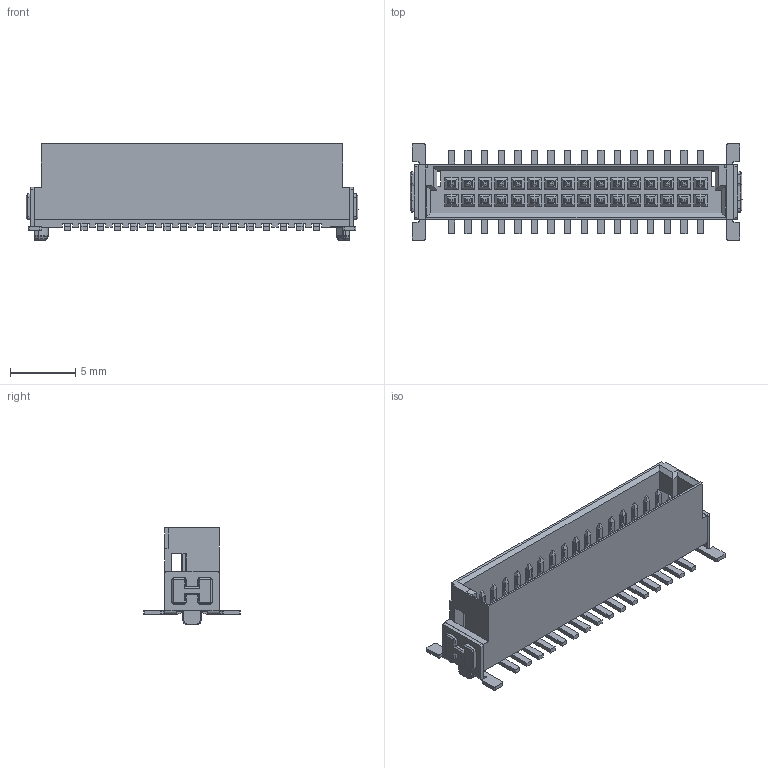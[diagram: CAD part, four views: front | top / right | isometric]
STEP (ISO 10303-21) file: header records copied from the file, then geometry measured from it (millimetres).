
FILE_DESCRIPTION(('CATIA V5 STEP Exchange','CAx-IF Rec.Pracs.--- Model Styling and Organization---1.4--- 2014-01-23'),'2;1');
FILE_NAME ('D1463892_0_2747020000_2747020000.stp','2020-10-05T13:07:46+00:00',('none'),('Weidmueller'),'CATIA Version 5-6 Release 2016 SP3 HF44','CATIA V5 STEP AP214','none');
FILE_SCHEMA(('AUTOMOTIVE_DESIGN { 1 0 10303 214 1 1 1 1 }'));
Products named in the file (1): 2747020000
Bounding box: 25.4 x 7.38 x 7.38 mm (x, y, z)
Volume: 279.7 mm3; surface area: 1205.8 mm2
Topology: 1 solids, 1 shells, 1675 faces, 4550 edges, 2955 vertices
Faces by surface type: plane 1079, cylinder 382, bspline 108, torus 81, cone 25
Entity records: 62477 total; most frequent: CARTESIAN_POINT 23388, ORIENTED_EDGE 9092, DIRECTION 6038, EDGE_CURVE 4546, VECTOR 3177, LINE 3177, VERTEX_POINT 2956, AXIS2_PLACEMENT_3D 1785
